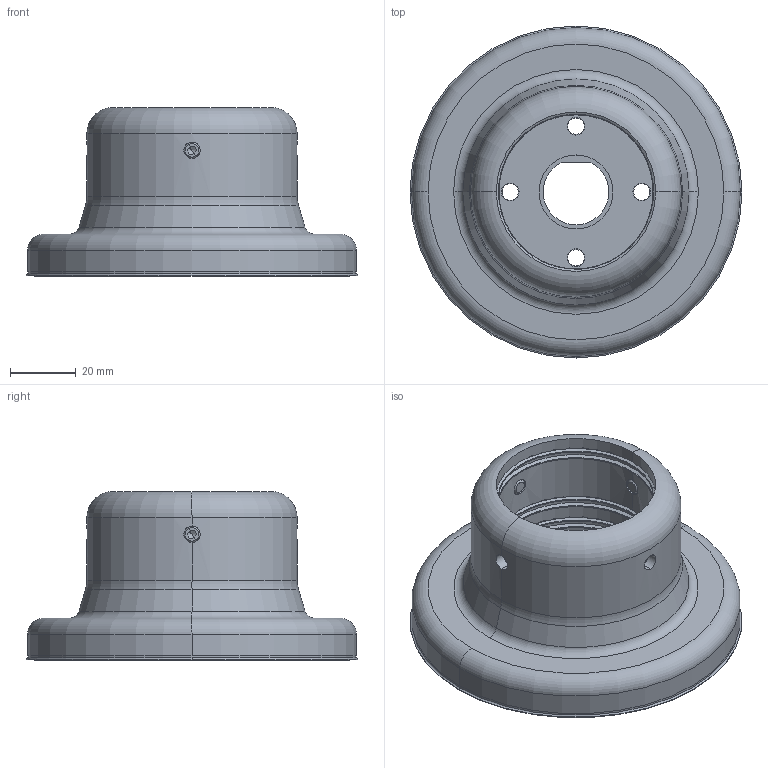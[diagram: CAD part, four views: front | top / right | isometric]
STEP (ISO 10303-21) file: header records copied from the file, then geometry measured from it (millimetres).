
FILE_DESCRIPTION (( 'STEP AP203' ), '1' );
FILE_NAME ('+JSBRU002 R01.STEP', '2019-03-18T10:40:19', ( '' ), ( '' ), 'SwSTEP 2.0', 'SolidWorks 2018', '' );
FILE_SCHEMA (( 'CONFIG_CONTROL_DESIGN' ));
Length unit declared in the file: millimetre
Products named in the file (1): +JSBRU002 R01
Bounding box: 101 x 101 x 51.4 mm (x, y, z)
Volume: 128290.8 mm3; surface area: 63280.5 mm2
Topology: 9 solids, 9 shells, 746 faces, 1714 edges, 1092 vertices
Faces by surface type: plane 313, cylinder 251, cone 146, torus 36
Entity records: 21767 total; most frequent: CARTESIAN_POINT 4173, DIRECTION 3900, ORIENTED_EDGE 3388, EDGE_CURVE 1694, AXIS2_PLACEMENT_3D 1499, VERTEX_POINT 1092, EDGE_LOOP 918, VECTOR 902
